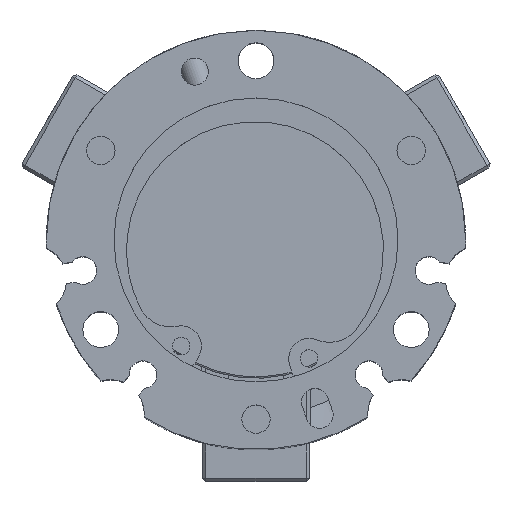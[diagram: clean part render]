
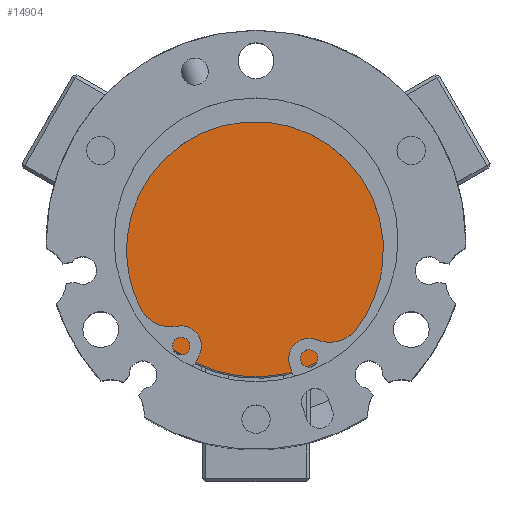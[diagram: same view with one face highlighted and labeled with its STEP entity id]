
A CAD part, top view. The second image highlights one B-rep face of the part: STEP entity #14904.
In plain terms, the highlighted planar face has unit normal (0, 0, 1).
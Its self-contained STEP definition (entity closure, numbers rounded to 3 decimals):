
#1430 = ORIENTED_EDGE ( 'NONE', *, *, #11972, .T. ) ;
#2121 = DIRECTION ( 'NONE',  ( 0., 0., 1. ) ) ;
#2905 = AXIS2_PLACEMENT_3D ( 'NONE', #13305, #10865, #3502 ) ;
#3245 = CIRCLE ( 'NONE', #8809, 20.25 ) ;
#3502 = DIRECTION ( 'NONE',  ( 0.954, -0.299, 0. ) ) ;
#3916 = VERTEX_POINT ( 'NONE', #6181 ) ;
#4637 = FACE_OUTER_BOUND ( 'NONE', #11068, .T. ) ;
#5080 = ORIENTED_EDGE ( 'NONE', *, *, #8223, .T. ) ;
#5577 = CARTESIAN_POINT ( 'NONE',  ( -3.199, -1.506, 79.9 ) ) ;
#6181 = CARTESIAN_POINT ( 'NONE',  ( 16.126, -7.556, 79.9 ) ) ;
#6843 = DIRECTION ( 'NONE',  ( 0.954, -0.299, 0. ) ) ;
#6965 = CIRCLE ( 'NONE', #11428, 20.25 ) ;
#8223 = EDGE_CURVE ( 'NONE', #9689, #3916, #6965, .T. ) ;
#8409 = PLANE ( 'NONE',  #2905 ) ;
#8809 = AXIS2_PLACEMENT_3D ( 'NONE', #9484, #2121, #10704 ) ;
#9484 = CARTESIAN_POINT ( 'NONE',  ( -3.199, -1.506, 79.9 ) ) ;
#9689 = VERTEX_POINT ( 'NONE', #14334 ) ;
#10704 = DIRECTION ( 'NONE',  ( 0.954, -0.299, 0. ) ) ;
#10865 = DIRECTION ( 'NONE',  ( 0., 0., 1. ) ) ;
#11068 = EDGE_LOOP ( 'NONE', ( #1430, #5080 ) ) ;
#11428 = AXIS2_PLACEMENT_3D ( 'NONE', #5577, #14234, #6843 ) ;
#11972 = EDGE_CURVE ( 'NONE', #3916, #9689, #3245, .T. ) ;
#13305 = CARTESIAN_POINT ( 'NONE',  ( -3.199, -1.506, 79.9 ) ) ;
#14234 = DIRECTION ( 'NONE',  ( 0., 0., 1. ) ) ;
#14334 = CARTESIAN_POINT ( 'NONE',  ( -22.524, 4.545, 79.9 ) ) ;
#14904 = ADVANCED_FACE ( 'NONE', ( #4637 ), #8409, .T. ) ;
